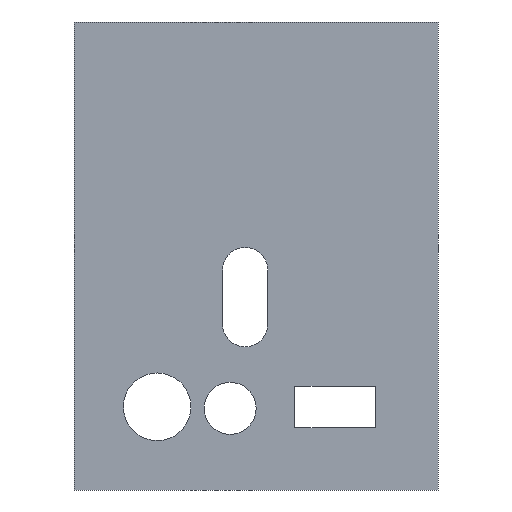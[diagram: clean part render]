
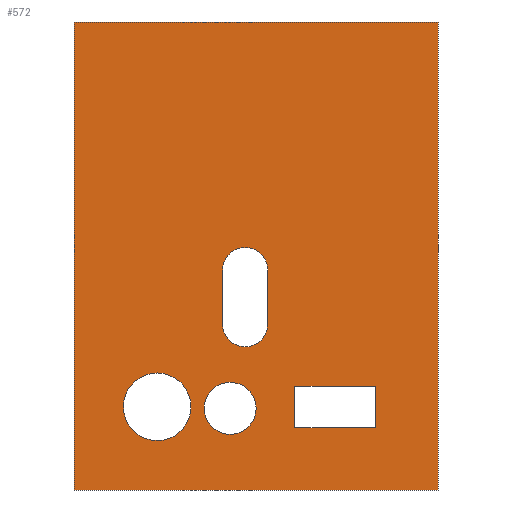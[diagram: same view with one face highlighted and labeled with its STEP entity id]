
A CAD part, front view. The second image highlights one B-rep face of the part: STEP entity #572.
In plain terms, the highlighted planar face has unit normal (0, -1, 0).
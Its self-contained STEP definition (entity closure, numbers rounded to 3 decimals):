
#3 = EDGE_CURVE ( 'NONE', #850, #103, #191, .T. ) ;
#8 = EDGE_LOOP ( 'NONE', ( #358, #1117, #595, #278 ) ) ;
#10 = VERTEX_POINT ( 'NONE', #207 ) ;
#11 = ORIENTED_EDGE ( 'NONE', *, *, #404, .T. ) ;
#19 = DIRECTION ( 'NONE',  ( 0., 0., 1. ) ) ;
#20 = LINE ( 'NONE', #325, #1097 ) ;
#21 = LINE ( 'NONE', #309, #320 ) ;
#32 = CARTESIAN_POINT ( 'NONE',  ( -2.084, 0., -2.705 ) ) ;
#62 = EDGE_CURVE ( 'NONE', #103, #10, #347, .T. ) ;
#63 = EDGE_CURVE ( 'NONE', #76, #10, #400, .T. ) ;
#71 = DIRECTION ( 'NONE',  ( 0., 0., 1. ) ) ;
#76 = VERTEX_POINT ( 'NONE', #118 ) ;
#81 = FACE_BOUND ( 'NONE', #473, .T. ) ;
#85 = AXIS2_PLACEMENT_3D ( 'NONE', #292, #1179, #1184 ) ;
#88 = ORIENTED_EDGE ( 'NONE', *, *, #3, .T. ) ;
#100 = AXIS2_PLACEMENT_3D ( 'NONE', #1153, #502, #144 ) ;
#103 = VERTEX_POINT ( 'NONE', #1052 ) ;
#105 = LINE ( 'NONE', #599, #893 ) ;
#118 = CARTESIAN_POINT ( 'NONE',  ( 2.266, 0., -13.114 ) ) ;
#124 = EDGE_LOOP ( 'NONE', ( #562, #299 ) ) ;
#134 = CARTESIAN_POINT ( 'NONE',  ( -6.435, 0., -13.114 ) ) ;
#137 = CARTESIAN_POINT ( 'NONE',  ( -2.084, 0., -13.114 ) ) ;
#144 = DIRECTION ( 'NONE',  ( 0., 0., 1. ) ) ;
#149 = CARTESIAN_POINT ( 'NONE',  ( 0., 0., 45. ) ) ;
#159 = CIRCLE ( 'NONE', #922, 6.5 ) ;
#160 = CARTESIAN_POINT ( 'NONE',  ( 7.471, 0., -25. ) ) ;
#169 = EDGE_CURVE ( 'NONE', #296, #671, #20, .T. ) ;
#179 = DIRECTION ( 'NONE',  ( 0., 1., 0. ) ) ;
#183 = LINE ( 'NONE', #1178, #1180 ) ;
#188 = FACE_BOUND ( 'NONE', #1011, .T. ) ;
#191 = LINE ( 'NONE', #757, #234 ) ;
#192 = DIRECTION ( 'NONE',  ( 1., 0., 0. ) ) ;
#194 = VECTOR ( 'NONE', #1112, 1000. ) ;
#196 = CARTESIAN_POINT ( 'NONE',  ( -35., 0., -45. ) ) ;
#206 = ORIENTED_EDGE ( 'NONE', *, *, #726, .T. ) ;
#207 = CARTESIAN_POINT ( 'NONE',  ( 2.266, 0., -2.705 ) ) ;
#212 = CARTESIAN_POINT ( 'NONE',  ( -4.975, 0., -24.293 ) ) ;
#216 = CARTESIAN_POINT ( 'NONE',  ( -19., 0., -29. ) ) ;
#225 = LINE ( 'NONE', #506, #194 ) ;
#226 = VERTEX_POINT ( 'NONE', #315 ) ;
#234 = VECTOR ( 'NONE', #71, 1000. ) ;
#270 = EDGE_CURVE ( 'NONE', #76, #455, #1087, .T. ) ;
#278 = ORIENTED_EDGE ( 'NONE', *, *, #610, .F. ) ;
#292 = CARTESIAN_POINT ( 'NONE',  ( 0., 0., 0. ) ) ;
#293 = VERTEX_POINT ( 'NONE', #983 ) ;
#295 = VERTEX_POINT ( 'NONE', #627 ) ;
#296 = VERTEX_POINT ( 'NONE', #160 ) ;
#297 = LINE ( 'NONE', #1131, #1041 ) ;
#299 = ORIENTED_EDGE ( 'NONE', *, *, #655, .T. ) ;
#309 = CARTESIAN_POINT ( 'NONE',  ( 23., 0., 0. ) ) ;
#315 = CARTESIAN_POINT ( 'NONE',  ( -19., 0., -22.5 ) ) ;
#320 = VECTOR ( 'NONE', #402, 1000. ) ;
#325 = CARTESIAN_POINT ( 'NONE',  ( 7.471, 0., 0. ) ) ;
#333 = DIRECTION ( 'NONE',  ( 0., 1., 0. ) ) ;
#347 = CIRCLE ( 'NONE', #1005, 4.35 ) ;
#358 = ORIENTED_EDGE ( 'NONE', *, *, #908, .F. ) ;
#400 = LINE ( 'NONE', #1129, #1164 ) ;
#402 = DIRECTION ( 'NONE',  ( 0., 0., -1. ) ) ;
#404 = EDGE_CURVE ( 'NONE', #455, #850, #477, .T. ) ;
#423 = CARTESIAN_POINT ( 'NONE',  ( -35., 0., 45. ) ) ;
#436 = ORIENTED_EDGE ( 'NONE', *, *, #270, .T. ) ;
#443 = VERTEX_POINT ( 'NONE', #423 ) ;
#455 = VERTEX_POINT ( 'NONE', #1133 ) ;
#460 = CARTESIAN_POINT ( 'NONE',  ( 35., 0., 45. ) ) ;
#463 = DIRECTION ( 'NONE',  ( 0., 0., -1. ) ) ;
#464 = EDGE_CURVE ( 'NONE', #539, #226, #841, .T. ) ;
#473 = EDGE_LOOP ( 'NONE', ( #206, #515, #1174, #620 ) ) ;
#477 = CIRCLE ( 'NONE', #640, 4.35 ) ;
#499 = CARTESIAN_POINT ( 'NONE',  ( 7.471, 0., -33. ) ) ;
#502 = DIRECTION ( 'NONE',  ( 0., 1., 0. ) ) ;
#506 = CARTESIAN_POINT ( 'NONE',  ( -35., 0., 0. ) ) ;
#515 = ORIENTED_EDGE ( 'NONE', *, *, #519, .F. ) ;
#519 = EDGE_CURVE ( 'NONE', #671, #293, #183, .T. ) ;
#539 = VERTEX_POINT ( 'NONE', #554 ) ;
#554 = CARTESIAN_POINT ( 'NONE',  ( -19., 0., -35.5 ) ) ;
#562 = ORIENTED_EDGE ( 'NONE', *, *, #464, .T. ) ;
#572 = ADVANCED_FACE ( 'NONE', ( #188, #81, #648, #1096, #901 ), #1173, .F. ) ;
#581 = VERTEX_POINT ( 'NONE', #212 ) ;
#595 = ORIENTED_EDGE ( 'NONE', *, *, #760, .T. ) ;
#599 = CARTESIAN_POINT ( 'NONE',  ( 0., 0., -25. ) ) ;
#610 = EDGE_CURVE ( 'NONE', #1089, #295, #1102, .T. ) ;
#619 = EDGE_CURVE ( 'NONE', #581, #581, #1135, .T. ) ;
#620 = ORIENTED_EDGE ( 'NONE', *, *, #784, .T. ) ;
#621 = CARTESIAN_POINT ( 'NONE',  ( -2.084, 0., -13.114 ) ) ;
#627 = CARTESIAN_POINT ( 'NONE',  ( 35., 0., -45. ) ) ;
#640 = AXIS2_PLACEMENT_3D ( 'NONE', #137, #699, #1125 ) ;
#648 = FACE_BOUND ( 'NONE', #124, .T. ) ;
#655 = EDGE_CURVE ( 'NONE', #226, #539, #159, .T. ) ;
#671 = VERTEX_POINT ( 'NONE', #499 ) ;
#673 = DIRECTION ( 'NONE',  ( 1., 0., 0. ) ) ;
#697 = DIRECTION ( 'NONE',  ( 1., 0., 0. ) ) ;
#699 = DIRECTION ( 'NONE',  ( 0., 1., 0. ) ) ;
#726 = EDGE_CURVE ( 'NONE', #816, #293, #21, .T. ) ;
#744 = VECTOR ( 'NONE', #697, 1000. ) ;
#745 = EDGE_CURVE ( 'NONE', #443, #1170, #225, .T. ) ;
#757 = CARTESIAN_POINT ( 'NONE',  ( -6.435, 0., 0. ) ) ;
#760 = EDGE_CURVE ( 'NONE', #1170, #295, #297, .T. ) ;
#763 = ORIENTED_EDGE ( 'NONE', *, *, #63, .F. ) ;
#775 = ORIENTED_EDGE ( 'NONE', *, *, #62, .T. ) ;
#780 = AXIS2_PLACEMENT_3D ( 'NONE', #1189, #179, #812 ) ;
#784 = EDGE_CURVE ( 'NONE', #296, #816, #105, .T. ) ;
#812 = DIRECTION ( 'NONE',  ( 0., 0., 1. ) ) ;
#816 = VERTEX_POINT ( 'NONE', #927 ) ;
#820 = CARTESIAN_POINT ( 'NONE',  ( 35., 0., 0. ) ) ;
#823 = ORIENTED_EDGE ( 'NONE', *, *, #619, .T. ) ;
#826 = VECTOR ( 'NONE', #463, 1000. ) ;
#841 = CIRCLE ( 'NONE', #100, 6.5 ) ;
#842 = DIRECTION ( 'NONE',  ( 0., 1., 0. ) ) ;
#843 = AXIS2_PLACEMENT_3D ( 'NONE', #621, #890, #882 ) ;
#850 = VERTEX_POINT ( 'NONE', #134 ) ;
#869 = EDGE_LOOP ( 'NONE', ( #775, #763, #436, #11, #88 ) ) ;
#882 = DIRECTION ( 'NONE',  ( 0., 0., 1. ) ) ;
#890 = DIRECTION ( 'NONE',  ( 0., 1., 0. ) ) ;
#893 = VECTOR ( 'NONE', #192, 1000. ) ;
#901 = FACE_OUTER_BOUND ( 'NONE', #8, .T. ) ;
#905 = DIRECTION ( 'NONE',  ( 1., 0., 0. ) ) ;
#908 = EDGE_CURVE ( 'NONE', #443, #1089, #975, .T. ) ;
#922 = AXIS2_PLACEMENT_3D ( 'NONE', #216, #842, #1141 ) ;
#927 = CARTESIAN_POINT ( 'NONE',  ( 23., 0., -25. ) ) ;
#975 = LINE ( 'NONE', #149, #744 ) ;
#983 = CARTESIAN_POINT ( 'NONE',  ( 23., 0., -33. ) ) ;
#1005 = AXIS2_PLACEMENT_3D ( 'NONE', #32, #333, #19 ) ;
#1011 = EDGE_LOOP ( 'NONE', ( #823 ) ) ;
#1035 = DIRECTION ( 'NONE',  ( 0., 0., 1. ) ) ;
#1041 = VECTOR ( 'NONE', #673, 1000. ) ;
#1052 = CARTESIAN_POINT ( 'NONE',  ( -6.435, 0., -2.705 ) ) ;
#1087 = CIRCLE ( 'NONE', #843, 4.35 ) ;
#1089 = VERTEX_POINT ( 'NONE', #460 ) ;
#1096 = FACE_BOUND ( 'NONE', #869, .T. ) ;
#1097 = VECTOR ( 'NONE', #1148, 1000. ) ;
#1102 = LINE ( 'NONE', #820, #826 ) ;
#1112 = DIRECTION ( 'NONE',  ( 0., 0., -1. ) ) ;
#1117 = ORIENTED_EDGE ( 'NONE', *, *, #745, .T. ) ;
#1125 = DIRECTION ( 'NONE',  ( 0., 0., 1. ) ) ;
#1129 = CARTESIAN_POINT ( 'NONE',  ( 2.266, 0., 0. ) ) ;
#1131 = CARTESIAN_POINT ( 'NONE',  ( 0., 0., -45. ) ) ;
#1133 = CARTESIAN_POINT ( 'NONE',  ( -2.084, 0., -17.465 ) ) ;
#1135 = CIRCLE ( 'NONE', #780, 5.003 ) ;
#1141 = DIRECTION ( 'NONE',  ( 0., 0., 1. ) ) ;
#1148 = DIRECTION ( 'NONE',  ( 0., 0., -1. ) ) ;
#1153 = CARTESIAN_POINT ( 'NONE',  ( -19., 0., -29. ) ) ;
#1164 = VECTOR ( 'NONE', #1035, 1000. ) ;
#1170 = VERTEX_POINT ( 'NONE', #196 ) ;
#1173 = PLANE ( 'NONE',  #85 ) ;
#1174 = ORIENTED_EDGE ( 'NONE', *, *, #169, .F. ) ;
#1178 = CARTESIAN_POINT ( 'NONE',  ( 0., 0., -33. ) ) ;
#1179 = DIRECTION ( 'NONE',  ( 0., 1., 0. ) ) ;
#1180 = VECTOR ( 'NONE', #905, 1000. ) ;
#1184 = DIRECTION ( 'NONE',  ( 1., 0., 0. ) ) ;
#1189 = CARTESIAN_POINT ( 'NONE',  ( -4.975, 0., -29.296 ) ) ;
